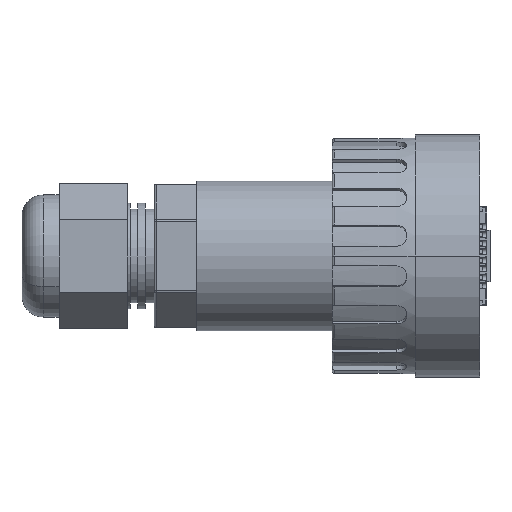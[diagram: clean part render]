
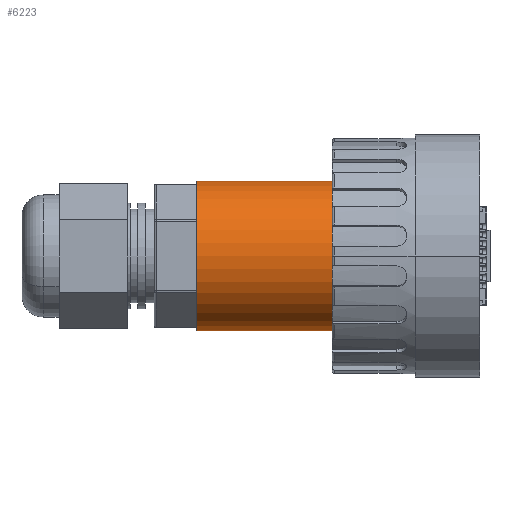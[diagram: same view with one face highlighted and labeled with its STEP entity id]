
A CAD part, front view. The second image highlights one B-rep face of the part: STEP entity #6223.
In plain terms, the highlighted cylindrical face has radius 8.89 mm (diameter 17.78 mm), a partial arc.
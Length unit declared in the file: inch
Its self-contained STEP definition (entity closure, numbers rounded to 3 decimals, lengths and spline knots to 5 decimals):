
#1301 = CARTESIAN_POINT ( 'NONE',  ( -0.389, 0., -0.35 ) ) ;
#1302 = CARTESIAN_POINT ( 'NONE',  ( 0.389, 0., -0.35 ) ) ;
#1330 = CARTESIAN_POINT ( 'NONE',  ( 0.389, 0., 0.35 ) ) ;
#1360 = DIRECTION ( 'NONE',  ( -1., 0., 0. ) ) ;
#1361 = VECTOR ( 'NONE', #1360, 39.37008 ) ;
#1362 = CARTESIAN_POINT ( 'NONE',  ( 0.389, 0., -0.35 ) ) ;
#1363 = LINE ( 'NONE', #1362, #1361 ) ;
#1387 = DIRECTION ( 'NONE',  ( -1., 0., 0. ) ) ;
#1388 = VECTOR ( 'NONE', #1387, 39.37008 ) ;
#1389 = CARTESIAN_POINT ( 'NONE',  ( 0.389, 0., 0.35 ) ) ;
#1390 = LINE ( 'NONE', #1389, #1388 ) ;
#1408 = CARTESIAN_POINT ( 'NONE',  ( -0.389, 0., 0.35 ) ) ;
#6183 = EDGE_CURVE ( 'NONE', #18438, #18398, #14447, .T. ) ;
#6200 = ORIENTED_EDGE ( 'NONE', *, *, #18416, .T. ) ;
#6201 = ORIENTED_EDGE ( 'NONE', *, *, #6183, .T. ) ;
#6223 = ADVANCED_FACE ( 'NONE', ( #14570 ), #14569, .T. ) ;
#6224 = EDGE_LOOP ( 'NONE', ( #6225, #6226, #6200, #6201 ) ) ;
#6225 = ORIENTED_EDGE ( 'NONE', *, *, #18399, .F. ) ;
#6226 = ORIENTED_EDGE ( 'NONE', *, *, #6227, .F. ) ;
#6227 = EDGE_CURVE ( 'NONE', #18388, #18397, #14563, .T. ) ;
#14443 = DIRECTION ( 'NONE',  ( 0., 0., -1. ) ) ;
#14444 = DIRECTION ( 'NONE',  ( 1., 0., 0. ) ) ;
#14445 = CARTESIAN_POINT ( 'NONE',  ( -0.389, 0., 0. ) ) ;
#14446 = AXIS2_PLACEMENT_3D ( 'NONE', #14445, #14444, #14443 ) ;
#14447 = CIRCLE ( 'NONE', #14446, 0.35 ) ;
#14560 = DIRECTION ( 'NONE',  ( 0., 0., -1. ) ) ;
#14561 = DIRECTION ( 'NONE',  ( 1., 0., 0. ) ) ;
#14562 = AXIS2_PLACEMENT_3D ( 'NONE', #14568, #14561, #14560 ) ;
#14563 = CIRCLE ( 'NONE', #14562, 0.35 ) ;
#14564 = DIRECTION ( 'NONE',  ( 0., 0., 1. ) ) ;
#14565 = DIRECTION ( 'NONE',  ( -1., 0., 0. ) ) ;
#14566 = CARTESIAN_POINT ( 'NONE',  ( 0.389, 0., 0. ) ) ;
#14567 = AXIS2_PLACEMENT_3D ( 'NONE', #14566, #14565, #14564 ) ;
#14568 = CARTESIAN_POINT ( 'NONE',  ( 0.389, 0., 0. ) ) ;
#14569 = CYLINDRICAL_SURFACE ( 'NONE', #14567, 0.35 ) ;
#14570 = FACE_OUTER_BOUND ( 'NONE', #6224, .T. ) ;
#18388 = VERTEX_POINT ( 'NONE', #1330 ) ;
#18397 = VERTEX_POINT ( 'NONE', #1302 ) ;
#18398 = VERTEX_POINT ( 'NONE', #1301 ) ;
#18399 = EDGE_CURVE ( 'NONE', #18397, #18398, #1363, .T. ) ;
#18416 = EDGE_CURVE ( 'NONE', #18388, #18438, #1390, .T. ) ;
#18438 = VERTEX_POINT ( 'NONE', #1408 ) ;
